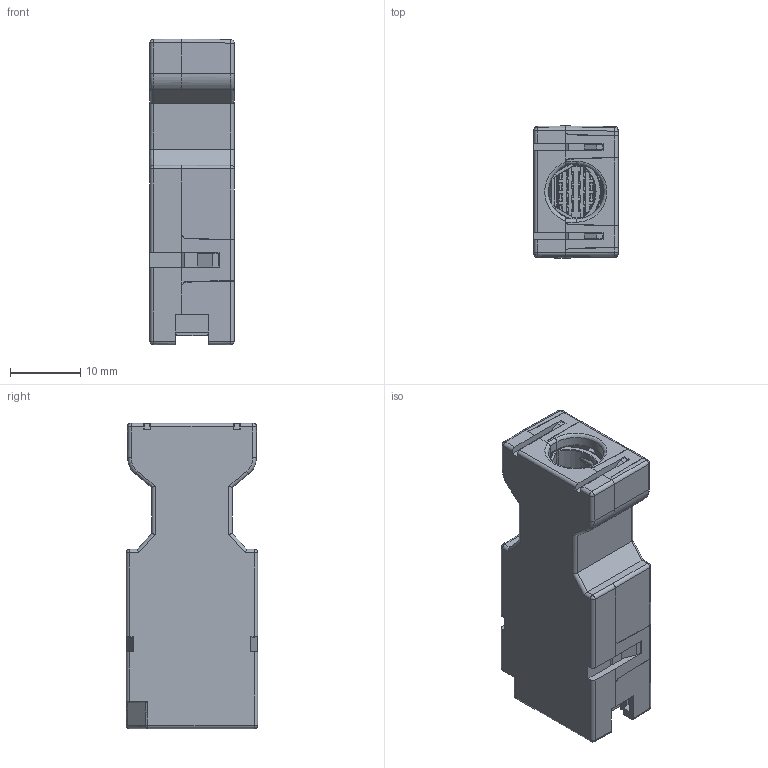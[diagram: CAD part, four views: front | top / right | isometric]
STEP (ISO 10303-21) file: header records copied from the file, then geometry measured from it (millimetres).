
FILE_DESCRIPTION( ('This file contains a STEP AP42 implementation' ,'as created by ZW3D STEP Interface translator.') ,'2;1' );
FILE_NAME( '6131-06MXXMAGA1.stp' ,'231024.17 530', (''), ('ZWCAD Software Co.'), 'Version 1.0', 'ZW3D to STEP translator', '' );
FILE_SCHEMA(('AUTOMOTIVE_DESIGN { 1 0 10303 214 1 1 1 1 }'));
Length unit declared in the file: millimetre
Products named in the file (2): 0; 6131-06MXXMAGA1
Bounding box: 12 x 18.8 x 43.6 mm (x, y, z)
Volume: 4547.7 mm3; surface area: 9698.7 mm2
Topology: 2 solids, 13 shells, 2669 faces, 7165 edges, 4460 vertices
Faces by surface type: plane 1613, cylinder 567, bspline 441, cone 33, sphere 15
Full cylindrical faces by diameter (mm): 1.08 x2, 1.7 x4, 1.9 x10, 2 x2, 2.3 x2
Entity records: 193905 total; most frequent: CARTESIAN_POINT 126872, ORIENTED_EDGE 14312, DIRECTION 12112, EDGE_CURVE 7144, VECTOR 5270, LINE 5270, VERTEX_POINT 4460, AXIS2_PLACEMENT_3D 3421
